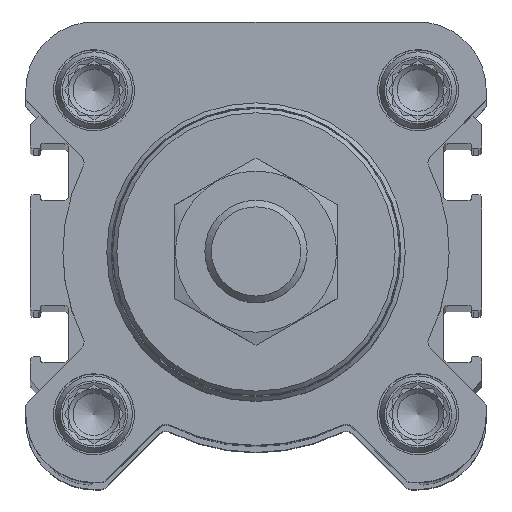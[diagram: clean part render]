
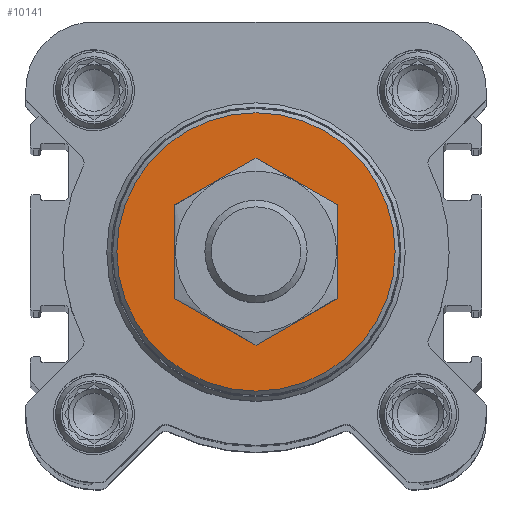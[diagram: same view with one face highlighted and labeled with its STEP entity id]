
A CAD part, top view. The second image highlights one B-rep face of the part: STEP entity #10141.
In plain terms, the highlighted planar face has unit normal (0, 0, 1).
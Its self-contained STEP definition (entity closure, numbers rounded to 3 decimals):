
#1938=PLANE('',#11046);
#2461=CIRCLE('',#11047,16.32);
#2462=CIRCLE('',#11048,8.);
#4176=ORIENTED_EDGE('',*,*,#6427,.F.);
#4177=ORIENTED_EDGE('',*,*,#6428,.T.);
#6427=EDGE_CURVE('',#7664,#7664,#2461,.T.);
#6428=EDGE_CURVE('',#7665,#7665,#2462,.T.);
#7664=VERTEX_POINT('',#16779);
#7665=VERTEX_POINT('',#16781);
#8506=EDGE_LOOP('',(#4176));
#8507=EDGE_LOOP('',(#4177));
#9245=FACE_BOUND('',#8506,.T.);
#9246=FACE_BOUND('',#8507,.T.);
#10141=ADVANCED_FACE('',(#9245,#9246),#1938,.F.);
#11046=AXIS2_PLACEMENT_3D('',#16777,#12997,#12998);
#11047=AXIS2_PLACEMENT_3D('',#16778,#12999,#13000);
#11048=AXIS2_PLACEMENT_3D('',#16780,#13001,#13002);
#12997=DIRECTION('',(0.,0.,-1.));
#12998=DIRECTION('',(-1.,0.,0.));
#12999=DIRECTION('',(0.,0.,-1.));
#13000=DIRECTION('',(-1.,0.,0.));
#13001=DIRECTION('',(0.,0.,-1.));
#13002=DIRECTION('',(-1.,0.,0.));
#16777=CARTESIAN_POINT('',(0.,0.,21.3));
#16778=CARTESIAN_POINT('',(0.,0.,21.3));
#16779=CARTESIAN_POINT('',(-16.32,0.,21.3));
#16780=CARTESIAN_POINT('',(0.,0.,21.3));
#16781=CARTESIAN_POINT('',(-8.,0.,21.3));
